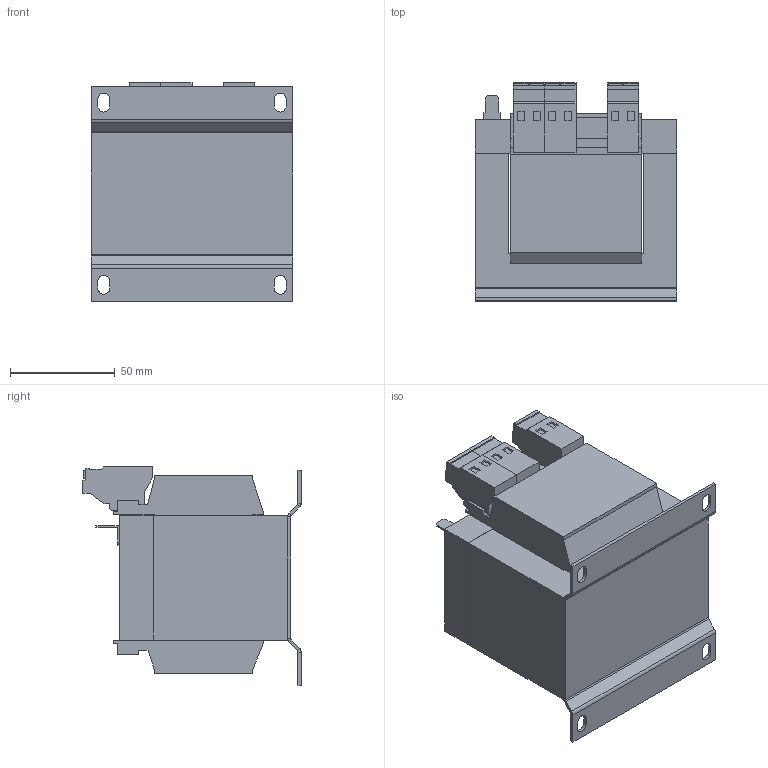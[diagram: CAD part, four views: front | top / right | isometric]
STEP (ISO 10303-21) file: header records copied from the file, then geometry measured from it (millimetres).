
FILE_DESCRIPTION (( 'STEP AP214' ), '1' );
FILE_NAME ('227432.STEP', '2020-07-06T09:01:09', ( '' ), ( '' ), 'SwSTEP 2.0', 'SolidWorks 2018', '' );
FILE_SCHEMA (( 'AUTOMOTIVE_DESIGN' ));
Length unit declared in the file: millimetre
Products named in the file (1): 227432
Bounding box: 96 x 104 x 104.05 mm (x, y, z)
Volume: 611568.7 mm3; surface area: 88637.8 mm2
Topology: 1 solids, 1 shells, 273 faces, 695 edges, 446 vertices
Faces by surface type: plane 241, cylinder 32
Entity records: 8107 total; most frequent: CARTESIAN_POINT 1415, ORIENTED_EDGE 1390, DIRECTION 1307, EDGE_CURVE 695, LINE 631, VECTOR 631, VERTEX_POINT 446, AXIS2_PLACEMENT_3D 338
